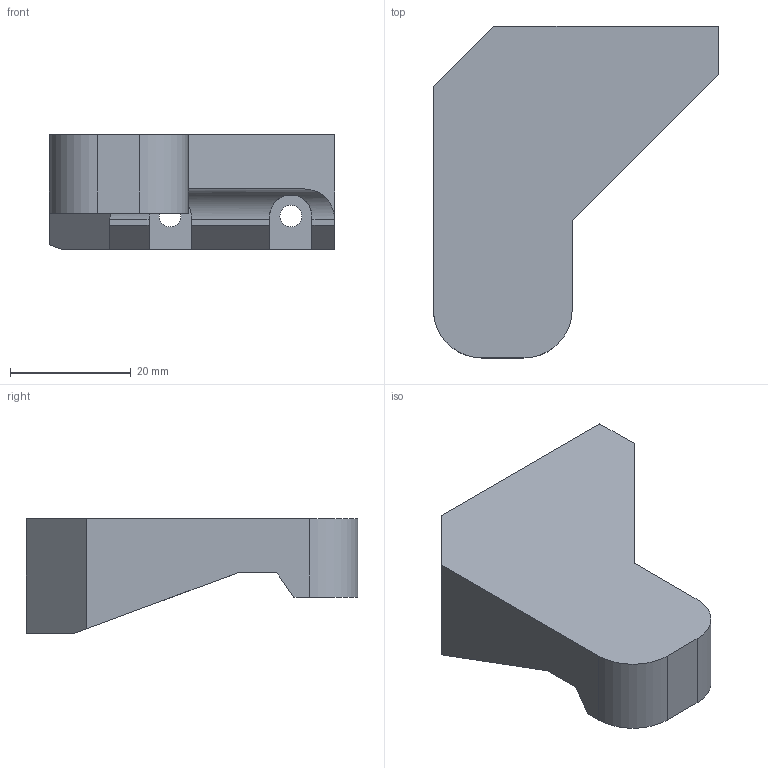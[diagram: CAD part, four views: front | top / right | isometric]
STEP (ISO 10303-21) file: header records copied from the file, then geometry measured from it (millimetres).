
FILE_DESCRIPTION (( 'STEP AP214' ), '1' );
FILE_NAME ('203 Z Axis Top Left.STEP', '2021-03-17T18:44:37', ( '' ), ( '' ), 'SwSTEP 2.0', 'SolidWorks 2019', '' );
FILE_SCHEMA (( 'AUTOMOTIVE_DESIGN' ));
Length unit declared in the file: millimetre
Products named in the file (1): 203 Z Axis Top Left
Bounding box: 47.25 x 55 x 19 mm (x, y, z)
Volume: 19690.4 mm3; surface area: 6692.2 mm2
Topology: 1 solids, 1 shells, 48 faces, 124 edges, 80 vertices
Faces by surface type: plane 30, cylinder 16, torus 2
Entity records: 1583 total; most frequent: CARTESIAN_POINT 357, ORIENTED_EDGE 248, DIRECTION 248, EDGE_CURVE 124, AXIS2_PLACEMENT_3D 83, VECTOR 82, LINE 82, VERTEX_POINT 80
